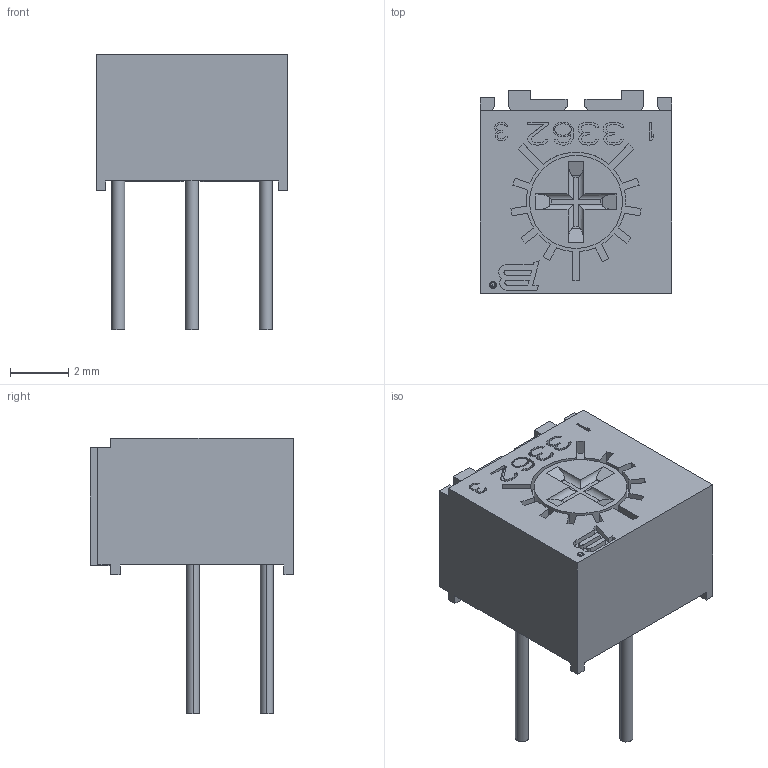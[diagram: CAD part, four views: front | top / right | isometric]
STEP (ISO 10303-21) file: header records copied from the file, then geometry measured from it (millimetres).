
FILE_DESCRIPTION (( 'STEP AP203' ), '1' );
FILE_NAME ('3362P-1-103LF.STEP', '2021-03-26T07:14:59', ( 'Admin' ), ( '' ), 'SwSTEP 2.0', 'SolidWorks 2018', '' );
FILE_SCHEMA (( 'CONFIG_CONTROL_DESIGN' ));
Length unit declared in the file: millimetre
Products named in the file (1): 3362P-1-103LF
Bounding box: 6.6 x 6.99 x 9.5 mm (x, y, z)
Volume: 190.5 mm3; surface area: 291.4 mm2
Topology: 5 solids, 5 shells, 447 faces, 1252 edges, 832 vertices
Faces by surface type: plane 391, cylinder 54, bspline 2
Entity records: 14221 total; most frequent: CARTESIAN_POINT 2618, ORIENTED_EDGE 2504, DIRECTION 2204, EDGE_CURVE 1252, LINE 1144, VECTOR 1144, VERTEX_POINT 832, AXIS2_PLACEMENT_3D 530
